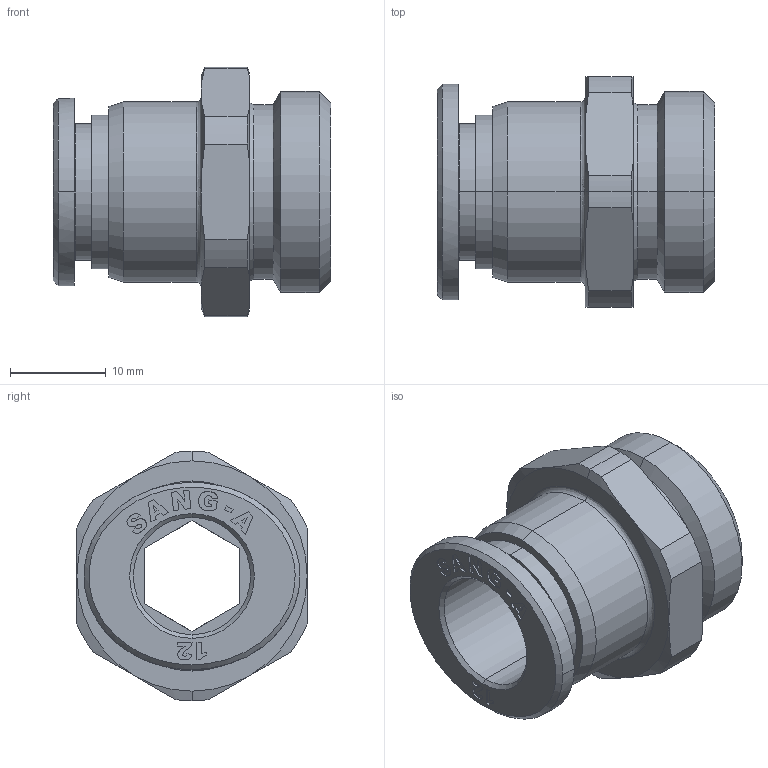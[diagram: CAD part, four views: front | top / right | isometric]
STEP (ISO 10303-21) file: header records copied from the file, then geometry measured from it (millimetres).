
FILE_DESCRIPTION((''),'2;1');
FILE_NAME('GPC 12G04(3D).stp','2012-12-20T14:21:45',(''),(''),'Mechanical Desktop.R8.0.24.0','Mechanical Desktop.R8.0.24.0',', , ');
FILE_SCHEMA(('CONFIG_CONTROL_DESIGN'));
Length unit declared in the file: millimetre
Products named in the file (2): GPC 12G04(3D); 睡ヶ1
Assembly tree (1 placements, depth 2):
  GPC 12G04(3D)
    睡ヶ1
Bounding box: 28.9 x 24 x 26 mm (x, y, z)
Volume: 5667.6 mm3; surface area: 4156 mm2
Topology: 1 solids, 1 shells, 420 faces, 1172 edges, 771 vertices
Faces by surface type: plane 353, cone 34, cylinder 23, bspline 10
Entity records: 13791 total; most frequent: CARTESIAN_POINT 2964, ORIENTED_EDGE 2344, DIRECTION 2036, EDGE_CURVE 1172, VECTOR 1042, LINE 1042, VERTEX_POINT 771, AXIS2_PLACEMENT_3D 497
